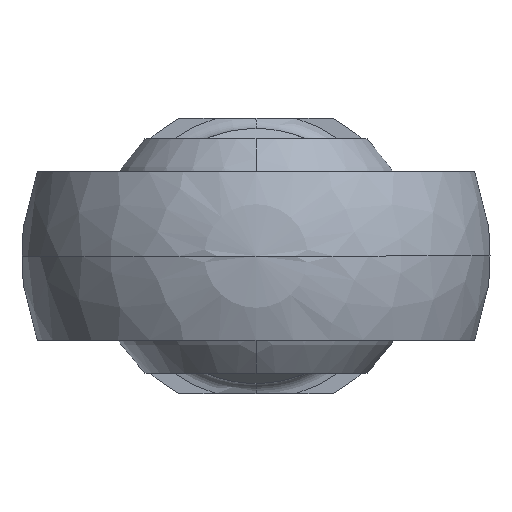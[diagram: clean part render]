
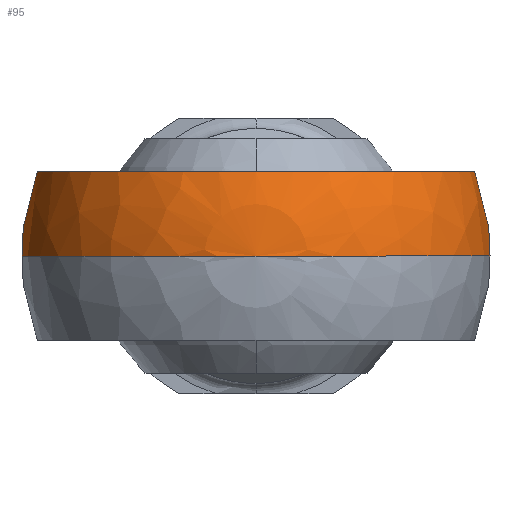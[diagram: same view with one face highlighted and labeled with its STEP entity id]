
A CAD part, left-side view. The second image highlights one B-rep face of the part: STEP entity #95.
In plain terms, the highlighted spherical face has radius 23 mm.
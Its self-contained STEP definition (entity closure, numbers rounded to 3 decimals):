
#95=ADVANCED_FACE('',(#231),#232,.T.);
#231=FACE_OUTER_BOUND('',#416,.T.);
#232=SPHERICAL_SURFACE('',#417,23.0);
#416=EDGE_LOOP('',(#626,#627,#628,#629,#630));
#417=AXIS2_PLACEMENT_3D('',#631,#632,#633);
#626=ORIENTED_EDGE('',*,*,#1067,.F.);
#627=ORIENTED_EDGE('',*,*,#1068,.F.);
#628=ORIENTED_EDGE('',*,*,#1069,.F.);
#629=ORIENTED_EDGE('',*,*,#1070,.T.);
#630=ORIENTED_EDGE('',*,*,#1071,.F.);
#631=CARTESIAN_POINT('',(0.,0.,0.0));
#632=DIRECTION('',(1.0,-0.0,-0.0));
#633=DIRECTION('',(0.0,1.0,0.0));
#1067=EDGE_CURVE('',#1268,#1269,#1270,.T.);
#1068=EDGE_CURVE('',#1271,#1268,#1272,.T.);
#1069=EDGE_CURVE('',#1273,#1271,#1274,.T.);
#1070=EDGE_CURVE('',#1273,#1275,#1276,.F.);
#1071=EDGE_CURVE('',#1269,#1275,#1277,.T.);
#1268=VERTEX_POINT('',#1529);
#1269=VERTEX_POINT('',#1530);
#1270=CIRCLE('',#1531,23.0);
#1271=VERTEX_POINT('',#1532);
#1272=CIRCLE('',#1533,23.0);
#1273=VERTEX_POINT('',#1534);
#1274=CIRCLE('',#1535,20.842);
#1275=VERTEX_POINT('',#1536);
#1276=CIRCLE('',#1537,21.469);
#1277=CIRCLE('',#1538,20.842);
#1529=CARTESIAN_POINT('',(-23.0,0.,0.0));
#1530=CARTESIAN_POINT('',(9.727,20.842,0.));
#1531=AXIS2_PLACEMENT_3D('',#1912,#1913,#1914);
#1532=CARTESIAN_POINT('',(9.727,-20.842,0.));
#1533=AXIS2_PLACEMENT_3D('',#1915,#1916,#1917);
#1534=CARTESIAN_POINT('',(9.727,-19.139,8.25));
#1535=AXIS2_PLACEMENT_3D('',#1918,#1919,#1920);
#1536=CARTESIAN_POINT('',(9.727,19.139,8.25));
#1537=AXIS2_PLACEMENT_3D('',#1921,#1922,#1923);
#1538=AXIS2_PLACEMENT_3D('',#1924,#1925,#1926);
#1912=CARTESIAN_POINT('',(0.,0.,0.0));
#1913=DIRECTION('',(-0.0,0.,-1.0));
#1914=DIRECTION('',(0.0,-1.0,0.));
#1915=CARTESIAN_POINT('',(0.,0.,0.0));
#1916=DIRECTION('',(-0.0,0.,-1.0));
#1917=DIRECTION('',(0.0,-1.0,0.));
#1918=CARTESIAN_POINT('',(9.727,0.0,0.0));
#1919=DIRECTION('',(1.0,0.0,-0.0));
#1920=DIRECTION('',(-0.0,0.0,-1.0));
#1921=CARTESIAN_POINT('',(0.,0.,8.25));
#1922=DIRECTION('',(0.0,-0.0,1.0));
#1923=DIRECTION('',(1.0,0.0,-0.0));
#1924=CARTESIAN_POINT('',(9.727,0.0,0.0));
#1925=DIRECTION('',(1.0,0.0,-0.0));
#1926=DIRECTION('',(-0.0,0.0,-1.0));
